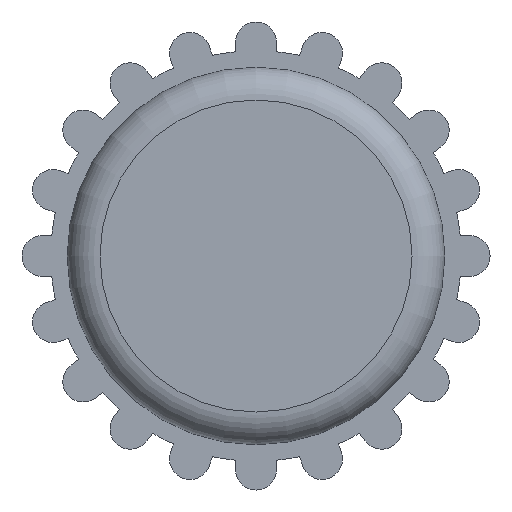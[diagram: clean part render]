
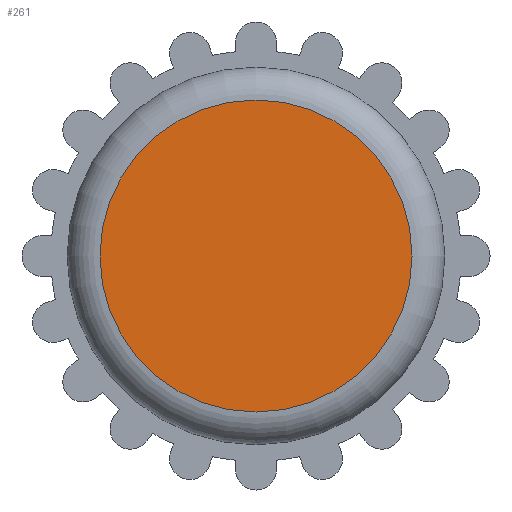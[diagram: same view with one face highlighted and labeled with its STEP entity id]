
A CAD part, front view. The second image highlights one B-rep face of the part: STEP entity #261.
In plain terms, the highlighted planar face has unit normal (0, -1, 0).
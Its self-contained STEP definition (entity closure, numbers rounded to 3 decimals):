
#261 = ADVANCED_FACE( '', ( #532 ), #533, .F. );
#532 = FACE_OUTER_BOUND( '', #805, .T. );
#533 = PLANE( '', #806 );
#805 = EDGE_LOOP( '', ( #1587 ) );
#806 = AXIS2_PLACEMENT_3D( '', #1588, #1589, #1590 );
#1587 = ORIENTED_EDGE( '', *, *, #1981, .T. );
#1588 = CARTESIAN_POINT( '', ( 9.5, 0., 0. ) );
#1589 = DIRECTION( '', ( 0., 1., 0. ) );
#1590 = DIRECTION( '', ( 0., 0., 1. ) );
#1981 = EDGE_CURVE( '', #2477, #2477, #2478, .T. );
#2477 = VERTEX_POINT( '', #3127 );
#2478 = CIRCLE( '', #3128, 9.5 );
#3127 = CARTESIAN_POINT( '', ( 0., 0., -9.5 ) );
#3128 = AXIS2_PLACEMENT_3D( '', #3570, #3571, #3572 );
#3570 = CARTESIAN_POINT( '', ( 0., 0., 0. ) );
#3571 = DIRECTION( '', ( 0., -1., 0. ) );
#3572 = DIRECTION( '', ( 0., 0., -1. ) );
